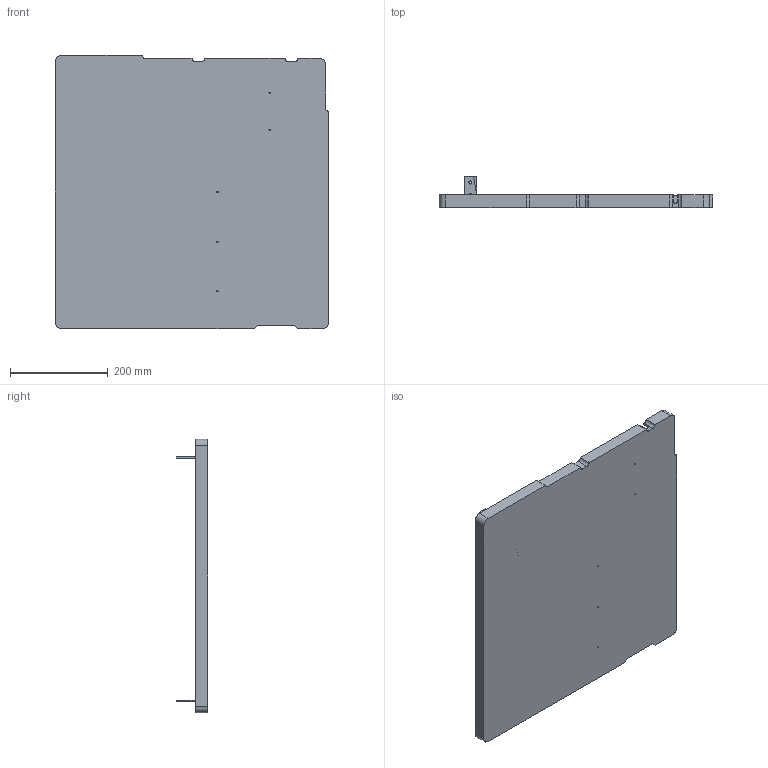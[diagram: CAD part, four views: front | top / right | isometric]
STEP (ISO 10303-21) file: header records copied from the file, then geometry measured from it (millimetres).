
FILE_DESCRIPTION(('produced by SPATIAL CORP'),'2;1');
FILE_NAME( 'sm48-512.prt.hh.sat.stp', '2002-04-19T13:34:10+00:00',('SPATIAL CORP'),('SPATIAL CORP'), 'ACIS STEP Husk','http://www.spatial.com','SPATIAL CORP');
FILE_SCHEMA(('CONFIG_CONTROL_DESIGN'));
Length unit declared in the file: millimetre
Products named in the file (1): PRODUCT_ID_1
Bounding box: 558.8 x 63.5 x 558.8 mm (x, y, z)
Volume: 1017121.5 mm3; surface area: 740092.1 mm2
Topology: 1 solids, 1 shells, 128 faces, 347 edges, 228 vertices
Faces by surface type: cylinder 64, plane 56, bspline 8
Entity records: 4287 total; most frequent: CARTESIAN_POINT 920, ORIENTED_EDGE 694, DIRECTION 675, EDGE_CURVE 347, AXIS2_PLACEMENT_3D 235, VERTEX_POINT 228, VECTOR 205, LINE 205
